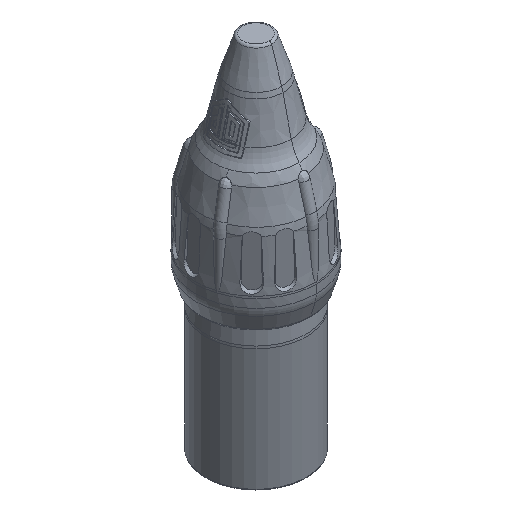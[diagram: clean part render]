
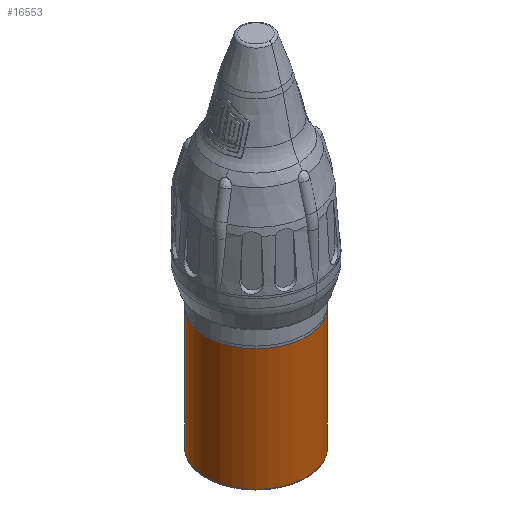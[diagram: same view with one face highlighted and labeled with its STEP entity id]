
A CAD part, isometric view. The second image highlights one B-rep face of the part: STEP entity #16553.
In plain terms, the highlighted cylindrical face has radius 9.5 mm (diameter 19 mm), a partial arc.
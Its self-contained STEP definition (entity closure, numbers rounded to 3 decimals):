
#2499=CARTESIAN_POINT('',(0.,0.,-28.8));
#2500=DIRECTION('',(0.,0.,-1.));
#2501=DIRECTION('',(0.707,-0.707,0.));
#2502=AXIS2_PLACEMENT_3D('',#2499,#2500,#2501);
#3777=DIRECTION('',(0.,0.,-1.));
#3778=VECTOR('',#3777,22.867);
#3779=CARTESIAN_POINT('',(6.718,-6.718,
-5.933));
#3780=LINE('',#3779,#3778);
#3781=DIRECTION('',(0.,0.,-1.));
#3782=VECTOR('',#3781,22.867);
#3783=CARTESIAN_POINT('',(-6.718,6.718,
-5.933));
#3784=LINE('',#3783,#3782);
#3785=CARTESIAN_POINT('',(0.,0.,-5.933));
#3786=DIRECTION('',(0.,0.,-1.));
#3787=DIRECTION('',(0.707,-0.707,0.));
#3788=AXIS2_PLACEMENT_3D('',#3785,#3786,#3787);
#9538=CARTESIAN_POINT('',(6.718,-6.718,-28.8));
#9540=VERTEX_POINT('',#9538);
#9550=CARTESIAN_POINT('',(-6.718,6.718,-28.8));
#9552=VERTEX_POINT('',#9550);
#9576=CARTESIAN_POINT('',(6.718,-6.718,
-5.933));
#9577=VERTEX_POINT('',#9576);
#9578=CARTESIAN_POINT('',(-6.718,6.718,
-5.933));
#9579=VERTEX_POINT('',#9578);
#16541=CARTESIAN_POINT('',(0.,0.,-30.45));
#16542=DIRECTION('',(0.,0.,1.));
#16543=DIRECTION('',(-0.707,0.707,0.));
#16544=AXIS2_PLACEMENT_3D('',#16541,#16542,#16543);
#16545=CYLINDRICAL_SURFACE('',#16544,9.5);
#16546=ORIENTED_EDGE('',*,*,#15983,.T.);
#16547=ORIENTED_EDGE('',*,*,#15960,.T.);
#16548=ORIENTED_EDGE('',*,*,#15987,.F.);
#16550=ORIENTED_EDGE('',*,*,#16549,.F.);
#16551=EDGE_LOOP('',(#16546,#16547,#16548,#16550));
#16552=FACE_OUTER_BOUND('',#16551,.F.);
#2503=CIRCLE('',#2502,9.5);
#3789=CIRCLE('',#3788,9.5);
#15960=EDGE_CURVE('',#9540,#9552,#2503,.T.);
#15983=EDGE_CURVE('',#9577,#9540,#3780,.T.);
#15987=EDGE_CURVE('',#9579,#9552,#3784,.T.);
#16549=EDGE_CURVE('',#9577,#9579,#3789,.T.);
#16553=ADVANCED_FACE('',(#16552),#16545,.T.);
